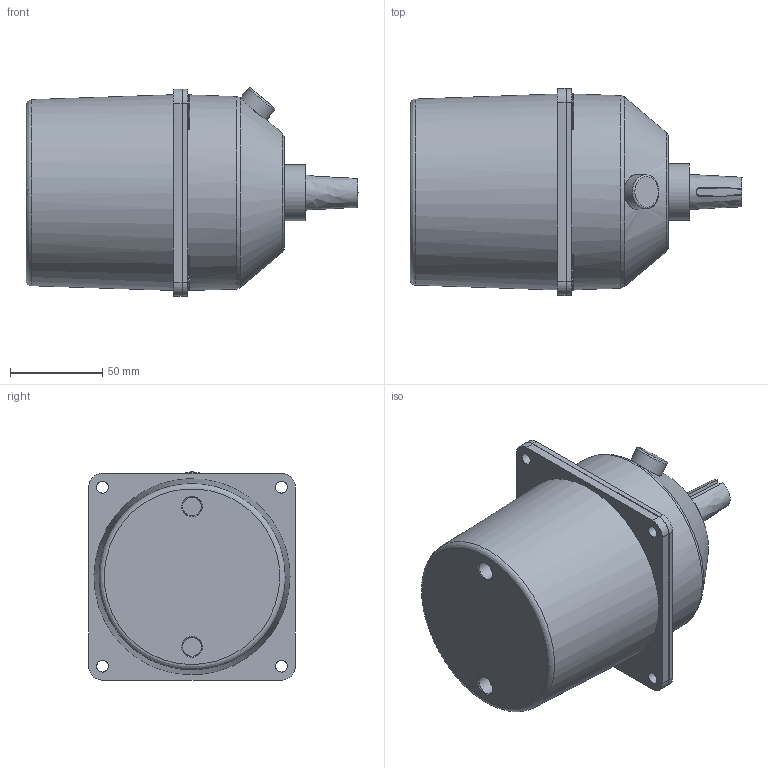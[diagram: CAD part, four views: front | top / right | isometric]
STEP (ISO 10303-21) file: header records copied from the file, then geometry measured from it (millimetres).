
FILE_DESCRIPTION(('FreeCAD Model'),'2;1');
FILE_NAME('Open CASCADE Shape Model','2025-05-03T11:29:31',('FreeCAD'),( 'FreeCAD'),'Open CASCADE STEP processor 7.6','FreeCAD','Unknown');
FILE_SCHEMA(('AUTOMOTIVE_DESIGN { 1 0 10303 214 1 1 1 1 }'));
Length unit declared in the file: millimetre
Products named in the file (1): Open CASCADE STEP translator 7.6 1
Bounding box: 180.42 x 112.38 x 113.15 mm (x, y, z)
Volume: 1177603.3 mm3; surface area: 96646.6 mm2
Topology: 2 solids, 2 shells, 98 faces, 229 edges, 148 vertices
Faces by surface type: bspline 98
Entity records: 3460 total; most frequent: CARTESIAN_POINT 2090, ORIENTED_EDGE 458, EDGE_CURVE 229, VERTEX_POINT 148, FACE_BOUND 127, EDGE_LOOP 127, B_SPLINE_CURVE_WITH_KNOTS 123, ADVANCED_FACE 98
